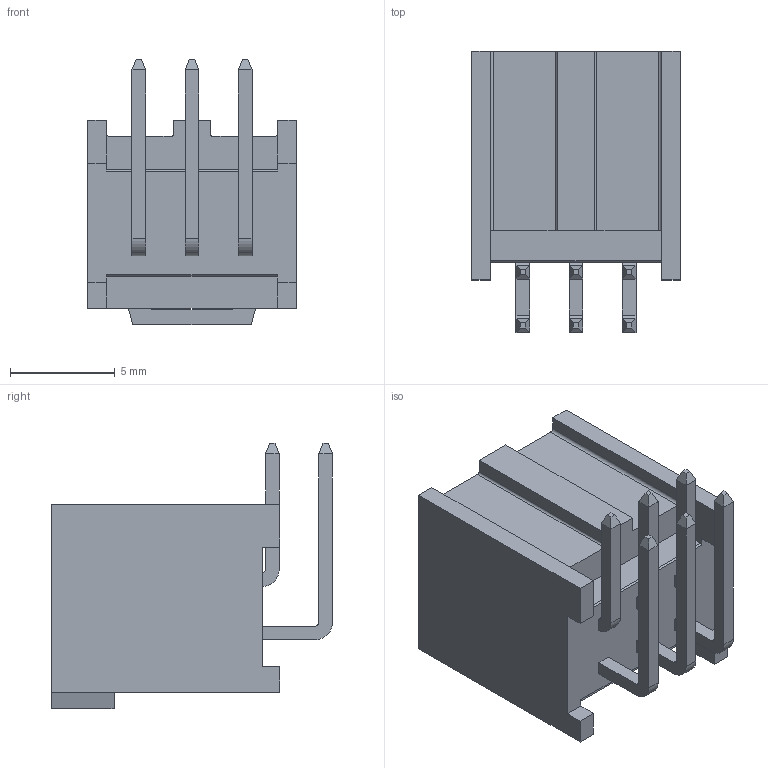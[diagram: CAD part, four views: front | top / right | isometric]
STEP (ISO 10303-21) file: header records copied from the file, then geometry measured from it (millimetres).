
FILE_DESCRIPTION((''),'2;1');
FILE_NAME('901303106','2013-04-05T',('me'),(''),'PRO/ENGINEER BY PARAMETRIC TECHNOLOGY CORPORATION, 2011490','PRO/ENGINEER BY PARAMETRIC TECHNOLOGY CORPORATION, 2011490','');
FILE_SCHEMA(('CONFIG_CONTROL_DESIGN'));
Length unit declared in the file: millimetre
Products named in the file (1): 901303106
Bounding box: 9.96 x 13.4 x 12.65 mm (x, y, z)
Volume: 447.7 mm3; surface area: 1053 mm2
Topology: 1 solids, 1 shells, 183 faces, 458 edges, 288 vertices
Faces by surface type: plane 167, cylinder 16
Entity records: 5350 total; most frequent: CARTESIAN_POINT 929, ORIENTED_EDGE 916, DIRECTION 856, EDGE_CURVE 458, VECTOR 426, LINE 426, VERTEX_POINT 288, AXIS2_PLACEMENT_3D 215
